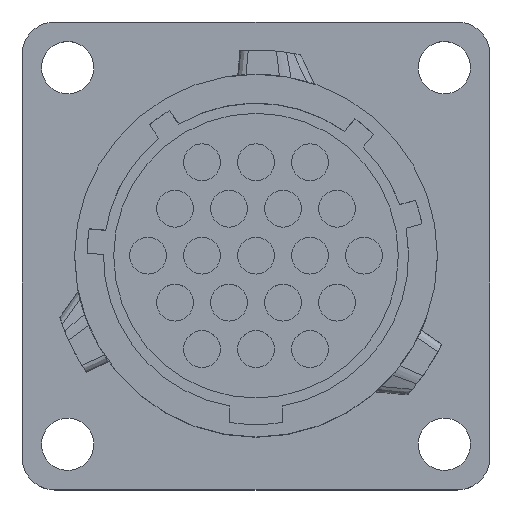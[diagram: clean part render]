
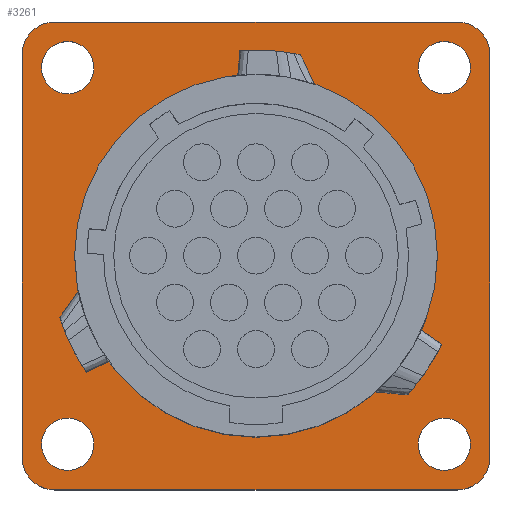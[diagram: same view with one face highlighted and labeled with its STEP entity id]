
A CAD part, top view. The second image highlights one B-rep face of the part: STEP entity #3261.
In plain terms, the highlighted planar face has unit normal (0, 0, 1).
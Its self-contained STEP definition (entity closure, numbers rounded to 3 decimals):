
#152=CARTESIAN_POINT('',(0.,0.,0.));
#153=DIRECTION('',(0.,0.,-1.));
#154=DIRECTION('',(1.,0.,0.));
#155=AXIS2_PLACEMENT_3D('',#152,#153,#154);
#243=CARTESIAN_POINT('',(0.,0.,0.));
#244=DIRECTION('',(0.,0.,-1.));
#245=DIRECTION('',(-1.,0.,0.));
#246=AXIS2_PLACEMENT_3D('',#243,#244,#245);
#279=CARTESIAN_POINT('',(12.3,12.3,0.));
#280=DIRECTION('',(0.,0.,-1.));
#281=DIRECTION('',(0.,1.,0.));
#282=AXIS2_PLACEMENT_3D('',#279,#280,#281);
#284=DIRECTION('',(0.,-1.,0.));
#285=VECTOR('',#284,24.6);
#286=CARTESIAN_POINT('',(14.3,12.3,0.));
#287=LINE('',#286,#285);
#288=CARTESIAN_POINT('',(12.3,-12.3,0.));
#289=DIRECTION('',(0.,0.,-1.));
#290=DIRECTION('',(1.,0.,0.));
#291=AXIS2_PLACEMENT_3D('',#288,#289,#290);
#293=DIRECTION('',(-1.,0.,0.));
#294=VECTOR('',#293,24.6);
#295=CARTESIAN_POINT('',(12.3,-14.3,0.));
#296=LINE('',#295,#294);
#297=CARTESIAN_POINT('',(-12.3,-12.3,0.));
#298=DIRECTION('',(0.,0.,-1.));
#299=DIRECTION('',(0.,-1.,0.));
#300=AXIS2_PLACEMENT_3D('',#297,#298,#299);
#302=DIRECTION('',(0.,1.,0.));
#303=VECTOR('',#302,24.6);
#304=CARTESIAN_POINT('',(-14.3,-12.3,0.));
#305=LINE('',#304,#303);
#306=CARTESIAN_POINT('',(-12.3,12.3,0.));
#307=DIRECTION('',(0.,0.,-1.));
#308=DIRECTION('',(-1.,0.,0.));
#309=AXIS2_PLACEMENT_3D('',#306,#307,#308);
#311=DIRECTION('',(1.,0.,0.));
#312=VECTOR('',#311,24.6);
#313=CARTESIAN_POINT('',(-12.3,14.3,0.));
#314=LINE('',#313,#312);
#315=CARTESIAN_POINT('',(11.505,11.505,0.));
#316=DIRECTION('',(0.,0.,1.));
#317=DIRECTION('',(-1.,0.,0.));
#318=AXIS2_PLACEMENT_3D('',#315,#316,#317);
#320=CARTESIAN_POINT('',(11.505,11.505,0.));
#321=DIRECTION('',(0.,0.,1.));
#322=DIRECTION('',(1.,0.,0.));
#323=AXIS2_PLACEMENT_3D('',#320,#321,#322);
#325=CARTESIAN_POINT('',(-11.505,11.505,0.));
#326=DIRECTION('',(0.,0.,1.));
#327=DIRECTION('',(-1.,0.,0.));
#328=AXIS2_PLACEMENT_3D('',#325,#326,#327);
#330=CARTESIAN_POINT('',(-11.505,11.505,0.));
#331=DIRECTION('',(0.,0.,1.));
#332=DIRECTION('',(1.,0.,0.));
#333=AXIS2_PLACEMENT_3D('',#330,#331,#332);
#335=CARTESIAN_POINT('',(-11.505,-11.505,0.));
#336=DIRECTION('',(0.,0.,1.));
#337=DIRECTION('',(-1.,0.,0.));
#338=AXIS2_PLACEMENT_3D('',#335,#336,#337);
#340=CARTESIAN_POINT('',(-11.505,-11.505,0.));
#341=DIRECTION('',(0.,0.,1.));
#342=DIRECTION('',(1.,0.,0.));
#343=AXIS2_PLACEMENT_3D('',#340,#341,#342);
#345=CARTESIAN_POINT('',(11.505,-11.505,0.));
#346=DIRECTION('',(0.,0.,1.));
#347=DIRECTION('',(-1.,0.,0.));
#348=AXIS2_PLACEMENT_3D('',#345,#346,#347);
#350=CARTESIAN_POINT('',(11.505,-11.505,0.));
#351=DIRECTION('',(0.,0.,1.));
#352=DIRECTION('',(1.,0.,0.));
#353=AXIS2_PLACEMENT_3D('',#350,#351,#352);
#2761=CARTESIAN_POINT('',(9.905,11.505,0.));
#2762=CARTESIAN_POINT('',(13.105,11.505,0.));
#2763=VERTEX_POINT('',#2761);
#2764=VERTEX_POINT('',#2762);
#2765=CARTESIAN_POINT('',(-13.105,11.505,0.));
#2766=CARTESIAN_POINT('',(-9.905,11.505,0.));
#2767=VERTEX_POINT('',#2765);
#2768=VERTEX_POINT('',#2766);
#2769=CARTESIAN_POINT('',(-13.105,-11.505,0.));
#2770=CARTESIAN_POINT('',(-9.905,-11.505,0.));
#2771=VERTEX_POINT('',#2769);
#2772=VERTEX_POINT('',#2770);
#2773=CARTESIAN_POINT('',(9.905,-11.505,0.));
#2774=CARTESIAN_POINT('',(13.105,-11.505,0.));
#2775=VERTEX_POINT('',#2773);
#2776=VERTEX_POINT('',#2774);
#2777=CARTESIAN_POINT('',(12.3,14.3,0.));
#2778=CARTESIAN_POINT('',(14.3,12.3,0.));
#2779=VERTEX_POINT('',#2777);
#2780=VERTEX_POINT('',#2778);
#2781=CARTESIAN_POINT('',(14.3,-12.3,0.));
#2782=VERTEX_POINT('',#2781);
#2783=CARTESIAN_POINT('',(12.3,-14.3,0.));
#2784=VERTEX_POINT('',#2783);
#2785=CARTESIAN_POINT('',(-12.3,-14.3,0.));
#2786=VERTEX_POINT('',#2785);
#2787=CARTESIAN_POINT('',(-14.3,-12.3,0.));
#2788=VERTEX_POINT('',#2787);
#2789=CARTESIAN_POINT('',(-14.3,12.3,0.));
#2790=VERTEX_POINT('',#2789);
#2791=CARTESIAN_POINT('',(-12.3,14.3,0.));
#2792=VERTEX_POINT('',#2791);
#2825=CARTESIAN_POINT('',(-11.085,0.,0.));
#2826=CARTESIAN_POINT('',(11.085,0.,0.));
#2827=VERTEX_POINT('',#2825);
#2828=VERTEX_POINT('',#2826);
#3210=CARTESIAN_POINT('',(0.,0.,0.));
#3211=DIRECTION('',(0.,0.,-1.));
#3212=DIRECTION('',(-1.,0.,0.));
#3213=AXIS2_PLACEMENT_3D('',#3210,#3211,#3212);
#3214=PLANE('',#3213);
#3216=ORIENTED_EDGE('',*,*,#3215,.T.);
#3218=ORIENTED_EDGE('',*,*,#3217,.T.);
#3220=ORIENTED_EDGE('',*,*,#3219,.T.);
#3222=ORIENTED_EDGE('',*,*,#3221,.T.);
#3224=ORIENTED_EDGE('',*,*,#3223,.T.);
#3226=ORIENTED_EDGE('',*,*,#3225,.T.);
#3228=ORIENTED_EDGE('',*,*,#3227,.T.);
#3230=ORIENTED_EDGE('',*,*,#3229,.T.);
#3231=EDGE_LOOP('',(#3216,#3218,#3220,#3222,#3224,#3226,#3228,#3230));
#3232=FACE_OUTER_BOUND('',#3231,.F.);
#3234=ORIENTED_EDGE('',*,*,#3233,.T.);
#3236=ORIENTED_EDGE('',*,*,#3235,.T.);
#3237=EDGE_LOOP('',(#3234,#3236));
#3238=FACE_BOUND('',#3237,.F.);
#3240=ORIENTED_EDGE('',*,*,#3239,.T.);
#3242=ORIENTED_EDGE('',*,*,#3241,.T.);
#3243=EDGE_LOOP('',(#3240,#3242));
#3244=FACE_BOUND('',#3243,.F.);
#3246=ORIENTED_EDGE('',*,*,#3245,.T.);
#3248=ORIENTED_EDGE('',*,*,#3247,.T.);
#3249=EDGE_LOOP('',(#3246,#3248));
#3250=FACE_BOUND('',#3249,.F.);
#3252=ORIENTED_EDGE('',*,*,#3251,.T.);
#3254=ORIENTED_EDGE('',*,*,#3253,.T.);
#3255=EDGE_LOOP('',(#3252,#3254));
#3256=FACE_BOUND('',#3255,.F.);
#3257=ORIENTED_EDGE('',*,*,#3185,.F.);
#3258=ORIENTED_EDGE('',*,*,#3132,.F.);
#3259=EDGE_LOOP('',(#3257,#3258));
#3260=FACE_BOUND('',#3259,.F.);
#3261=ADVANCED_FACE('',(#3232,#3238,#3244,#3250,#3256,#3260),#3214,.F.);
#156=CIRCLE('',#155,11.085);
#247=CIRCLE('',#246,11.085);
#283=CIRCLE('',#282,2.);
#292=CIRCLE('',#291,2.);
#301=CIRCLE('',#300,2.);
#310=CIRCLE('',#309,2.);
#319=CIRCLE('',#318,1.6);
#324=CIRCLE('',#323,1.6);
#329=CIRCLE('',#328,1.6);
#334=CIRCLE('',#333,1.6);
#339=CIRCLE('',#338,1.6);
#344=CIRCLE('',#343,1.6);
#349=CIRCLE('',#348,1.6);
#354=CIRCLE('',#353,1.6);
#3132=EDGE_CURVE('',#2828,#2827,#156,.T.);
#3185=EDGE_CURVE('',#2827,#2828,#247,.T.);
#3215=EDGE_CURVE('',#2779,#2780,#283,.T.);
#3217=EDGE_CURVE('',#2780,#2782,#287,.T.);
#3219=EDGE_CURVE('',#2782,#2784,#292,.T.);
#3221=EDGE_CURVE('',#2784,#2786,#296,.T.);
#3223=EDGE_CURVE('',#2786,#2788,#301,.T.);
#3225=EDGE_CURVE('',#2788,#2790,#305,.T.);
#3227=EDGE_CURVE('',#2790,#2792,#310,.T.);
#3229=EDGE_CURVE('',#2792,#2779,#314,.T.);
#3233=EDGE_CURVE('',#2763,#2764,#319,.T.);
#3235=EDGE_CURVE('',#2764,#2763,#324,.T.);
#3239=EDGE_CURVE('',#2767,#2768,#329,.T.);
#3241=EDGE_CURVE('',#2768,#2767,#334,.T.);
#3245=EDGE_CURVE('',#2771,#2772,#339,.T.);
#3247=EDGE_CURVE('',#2772,#2771,#344,.T.);
#3251=EDGE_CURVE('',#2775,#2776,#349,.T.);
#3253=EDGE_CURVE('',#2776,#2775,#354,.T.);
